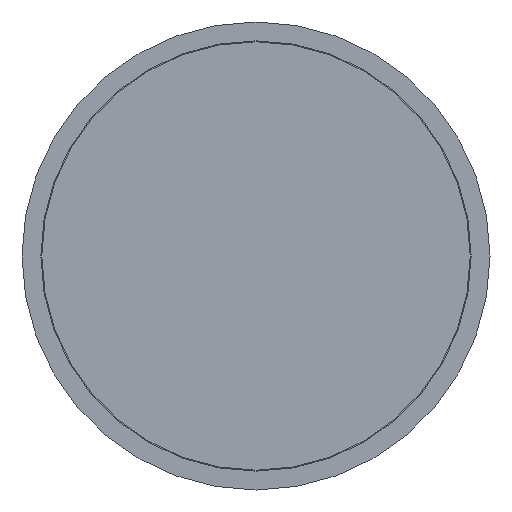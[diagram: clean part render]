
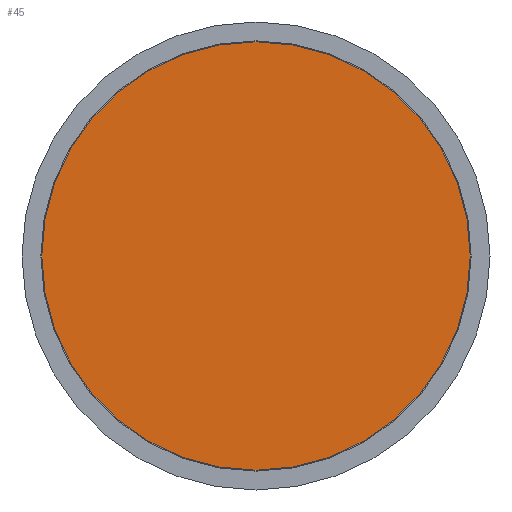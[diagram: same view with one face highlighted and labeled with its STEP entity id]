
A CAD part, front view. The second image highlights one B-rep face of the part: STEP entity #45.
In plain terms, the highlighted planar face has unit normal (0, -1, 0).
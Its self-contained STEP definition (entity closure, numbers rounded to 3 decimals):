
#45 = ADVANCED_FACE ( 'NONE', ( #390 ), #229, .F. ) ;
#106 = ORIENTED_EDGE ( 'NONE', *, *, #282, .T. ) ;
#113 = VERTEX_POINT ( 'NONE', #966 ) ;
#130 = CARTESIAN_POINT ( 'NONE',  ( 0., 0., 0. ) ) ;
#182 = EDGE_LOOP ( 'NONE', ( #106 ) ) ;
#225 = DIRECTION ( 'NONE',  ( 0., 1., 0. ) ) ;
#229 = PLANE ( 'NONE',  #238 ) ;
#238 = AXIS2_PLACEMENT_3D ( 'NONE', #545, #225, #376 ) ;
#282 = EDGE_CURVE ( 'NONE', #113, #113, #678, .T. ) ;
#356 = DIRECTION ( 'NONE',  ( 0., -1., 0. ) ) ;
#376 = DIRECTION ( 'NONE',  ( 0., 0., 1. ) ) ;
#390 = FACE_OUTER_BOUND ( 'NONE', #182, .T. ) ;
#496 = AXIS2_PLACEMENT_3D ( 'NONE', #130, #356, #510 ) ;
#510 = DIRECTION ( 'NONE',  ( 0., 0., -1. ) ) ;
#545 = CARTESIAN_POINT ( 'NONE',  ( -56.75, 0., 0. ) ) ;
#678 = CIRCLE ( 'NONE', #496, 56.75 ) ;
#966 = CARTESIAN_POINT ( 'NONE',  ( 0., 0., -56.75 ) ) ;
